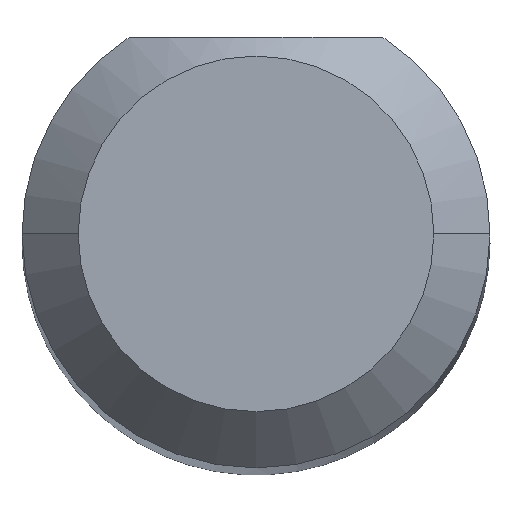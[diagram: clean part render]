
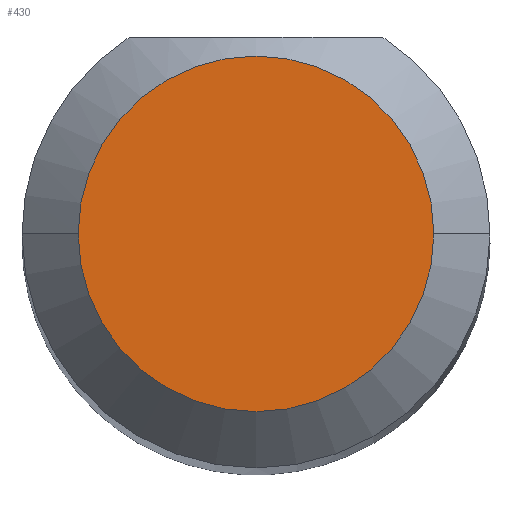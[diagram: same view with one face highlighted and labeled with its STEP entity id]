
A CAD part, top view. The second image highlights one B-rep face of the part: STEP entity #430.
In plain terms, the highlighted planar face has unit normal (0, 0, 1).
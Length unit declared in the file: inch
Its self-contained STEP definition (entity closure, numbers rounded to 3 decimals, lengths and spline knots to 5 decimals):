
#25 = CARTESIAN_POINT ( 'NONE',  ( 0., 0., 1.5 ) ) ;
#27 = DIRECTION ( 'NONE',  ( 1., 0., 0. ) ) ;
#71 = FACE_OUTER_BOUND ( 'NONE', #255, .T. ) ;
#88 = CARTESIAN_POINT ( 'NONE',  ( -0.0475, 0., 1.5 ) ) ;
#181 = VERTEX_POINT ( 'NONE', #88 ) ;
#213 = DIRECTION ( 'NONE',  ( 0., 0., 1. ) ) ;
#255 = EDGE_LOOP ( 'NONE', ( #456, #267 ) ) ;
#266 = CIRCLE ( 'NONE', #646, 0.0475 ) ;
#267 = ORIENTED_EDGE ( 'NONE', *, *, #364, .T. ) ;
#279 = DIRECTION ( 'NONE',  ( 1., 0., 0. ) ) ;
#364 = EDGE_CURVE ( 'NONE', #640, #181, #266, .T. ) ;
#381 = CARTESIAN_POINT ( 'NONE',  ( 0., 0., 1.5 ) ) ;
#397 = AXIS2_PLACEMENT_3D ( 'NONE', #381, #433, #27 ) ;
#424 = CARTESIAN_POINT ( 'NONE',  ( 0., 0., 1.5 ) ) ;
#430 = ADVANCED_FACE ( 'NONE', ( #71 ), #472, .T. ) ;
#433 = DIRECTION ( 'NONE',  ( 0., 0., 1. ) ) ;
#456 = ORIENTED_EDGE ( 'NONE', *, *, #555, .T. ) ;
#458 = CARTESIAN_POINT ( 'NONE',  ( 0.0475, 0., 1.5 ) ) ;
#463 = CIRCLE ( 'NONE', #397, 0.0475 ) ;
#472 = PLANE ( 'NONE',  #532 ) ;
#532 = AXIS2_PLACEMENT_3D ( 'NONE', #424, #592, #587 ) ;
#555 = EDGE_CURVE ( 'NONE', #181, #640, #463, .T. ) ;
#587 = DIRECTION ( 'NONE',  ( 1., 0., 0. ) ) ;
#592 = DIRECTION ( 'NONE',  ( 0., 0., 1. ) ) ;
#640 = VERTEX_POINT ( 'NONE', #458 ) ;
#646 = AXIS2_PLACEMENT_3D ( 'NONE', #25, #213, #279 ) ;
